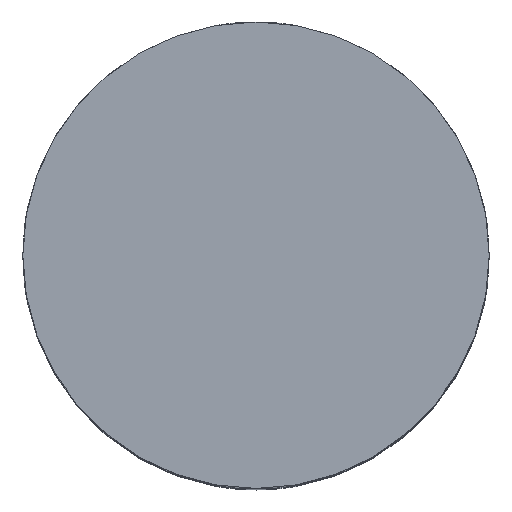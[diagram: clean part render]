
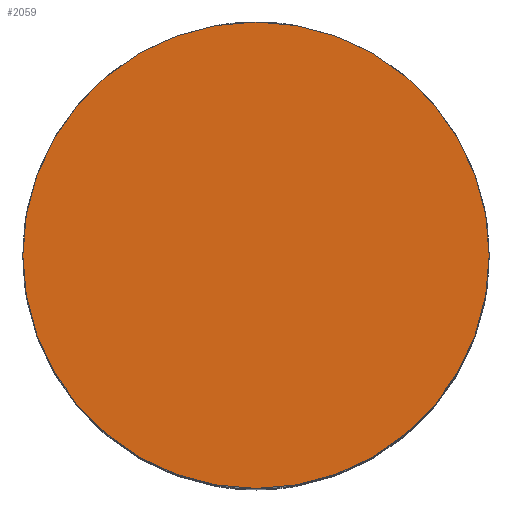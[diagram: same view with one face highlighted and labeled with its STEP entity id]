
A CAD part, top view. The second image highlights one B-rep face of the part: STEP entity #2059.
In plain terms, the highlighted planar face has unit normal (0, 0, 1).
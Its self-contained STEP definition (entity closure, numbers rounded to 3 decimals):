
#115=CIRCLE('',#2264,34.5);
#153=PLANE('',#2263);
#249=FACE_OUTER_BOUND('',#362,.T.);
#362=EDGE_LOOP('',(#1793));
#987=VERTEX_POINT('',#3867);
#1286=EDGE_CURVE('',#987,#987,#115,.T.);
#1793=ORIENTED_EDGE('',*,*,#1286,.T.);
#2059=ADVANCED_FACE('',(#249),#153,.T.);
#2263=AXIS2_PLACEMENT_3D('',#3866,#2785,#2786);
#2264=AXIS2_PLACEMENT_3D('',#3868,#2787,#2788);
#2785=DIRECTION('center_axis',(0.,0.,1.));
#2786=DIRECTION('ref_axis',(1.,0.,0.));
#2787=DIRECTION('center_axis',(0.,0.,1.));
#2788=DIRECTION('ref_axis',(1.,0.,0.));
#3866=CARTESIAN_POINT('Origin',(-1.,30.,16.5));
#3867=CARTESIAN_POINT('',(33.5,30.,16.5));
#3868=CARTESIAN_POINT('Origin',(-1.,30.,16.5));
